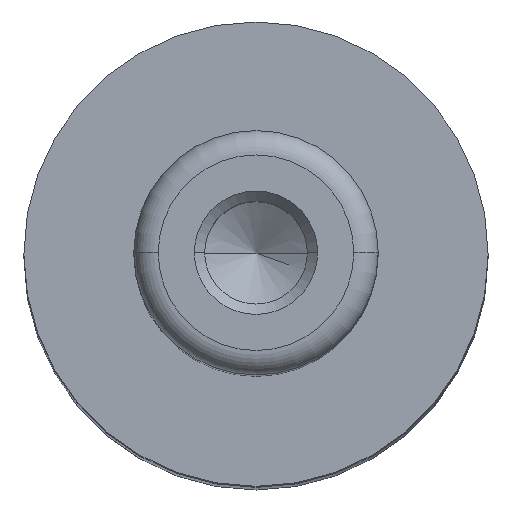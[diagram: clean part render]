
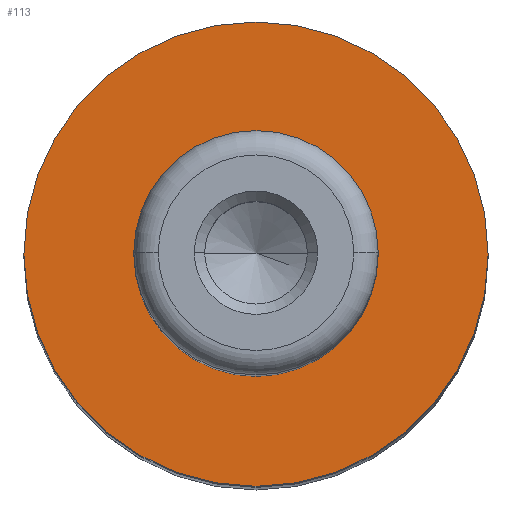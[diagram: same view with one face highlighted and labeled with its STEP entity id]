
A CAD part, top view. The second image highlights one B-rep face of the part: STEP entity #113.
In plain terms, the highlighted planar face has unit normal (0, 0, 1).
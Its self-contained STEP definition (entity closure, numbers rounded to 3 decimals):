
#41 = DIRECTION ( 'NONE',  ( -1., 0., 0. ) ) ;
#104 = DIRECTION ( 'NONE',  ( 0., 0., -1. ) ) ;
#113 = ADVANCED_FACE ( 'NONE', ( #1036, #819 ), #316, .T. ) ;
#154 = EDGE_CURVE ( 'NONE', #585, #782, #794, .T. ) ;
#181 = CARTESIAN_POINT ( 'NONE',  ( 9.5, 0., 86. ) ) ;
#248 = ORIENTED_EDGE ( 'NONE', *, *, #922, .F. ) ;
#270 = VERTEX_POINT ( 'NONE', #1045 ) ;
#275 = ORIENTED_EDGE ( 'NONE', *, *, #154, .T. ) ;
#291 = EDGE_LOOP ( 'NONE', ( #1050, #275 ) ) ;
#295 = CIRCLE ( 'NONE', #870, 5. ) ;
#316 = PLANE ( 'NONE',  #442 ) ;
#321 = CARTESIAN_POINT ( 'NONE',  ( 0., 0., 86. ) ) ;
#399 = DIRECTION ( 'NONE',  ( 0., 0., 1. ) ) ;
#407 = DIRECTION ( 'NONE',  ( -1., 0., 0. ) ) ;
#442 = AXIS2_PLACEMENT_3D ( 'NONE', #925, #399, #1027 ) ;
#501 = AXIS2_PLACEMENT_3D ( 'NONE', #321, #937, #407 ) ;
#506 = ORIENTED_EDGE ( 'NONE', *, *, #1104, .F. ) ;
#518 = CARTESIAN_POINT ( 'NONE',  ( 0., 0., 86. ) ) ;
#563 = DIRECTION ( 'NONE',  ( 0., 0., -1. ) ) ;
#585 = VERTEX_POINT ( 'NONE', #999 ) ;
#602 = DIRECTION ( 'NONE',  ( -1., 0., 0. ) ) ;
#623 = CARTESIAN_POINT ( 'NONE',  ( 0., 0., 86. ) ) ;
#628 = CIRCLE ( 'NONE', #952, 9.5 ) ;
#646 = EDGE_CURVE ( 'NONE', #782, #585, #295, .T. ) ;
#673 = CARTESIAN_POINT ( 'NONE',  ( -5., 0., 86. ) ) ;
#718 = DIRECTION ( 'NONE',  ( -1., 0., 0. ) ) ;
#746 = CIRCLE ( 'NONE', #971, 9.5 ) ;
#782 = VERTEX_POINT ( 'NONE', #673 ) ;
#794 = CIRCLE ( 'NONE', #501, 5. ) ;
#819 = FACE_OUTER_BOUND ( 'NONE', #881, .T. ) ;
#870 = AXIS2_PLACEMENT_3D ( 'NONE', #1102, #563, #41 ) ;
#881 = EDGE_LOOP ( 'NONE', ( #248, #506 ) ) ;
#922 = EDGE_CURVE ( 'NONE', #270, #1043, #746, .T. ) ;
#925 = CARTESIAN_POINT ( 'NONE',  ( -5., 0., 86. ) ) ;
#937 = DIRECTION ( 'NONE',  ( 0., 0., -1. ) ) ;
#952 = AXIS2_PLACEMENT_3D ( 'NONE', #623, #104, #718 ) ;
#971 = AXIS2_PLACEMENT_3D ( 'NONE', #518, #1144, #602 ) ;
#999 = CARTESIAN_POINT ( 'NONE',  ( 5., 0., 86. ) ) ;
#1027 = DIRECTION ( 'NONE',  ( 1., 0., 0. ) ) ;
#1036 = FACE_BOUND ( 'NONE', #291, .T. ) ;
#1043 = VERTEX_POINT ( 'NONE', #181 ) ;
#1045 = CARTESIAN_POINT ( 'NONE',  ( -9.5, 0., 86. ) ) ;
#1050 = ORIENTED_EDGE ( 'NONE', *, *, #646, .T. ) ;
#1102 = CARTESIAN_POINT ( 'NONE',  ( 0., 0., 86. ) ) ;
#1104 = EDGE_CURVE ( 'NONE', #1043, #270, #628, .T. ) ;
#1144 = DIRECTION ( 'NONE',  ( 0., 0., -1. ) ) ;
